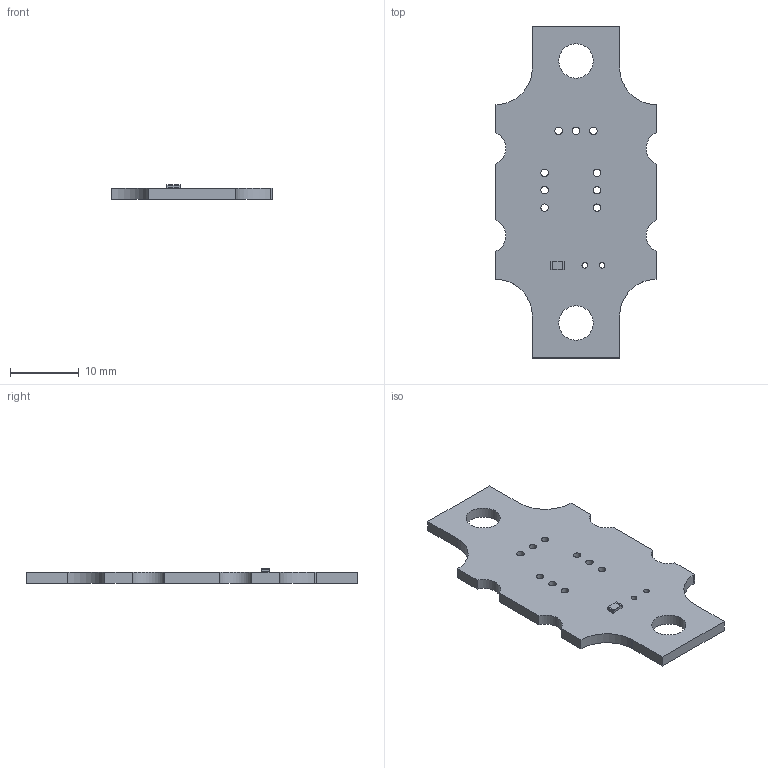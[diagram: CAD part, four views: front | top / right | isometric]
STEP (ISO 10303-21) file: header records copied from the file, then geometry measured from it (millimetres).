
FILE_DESCRIPTION(('KiCad electronic assembly'),'2;1');
FILE_NAME('CANTERM.step','2025-01-23T12:13:50',('Pcbnew'),('Kicad'), 'Open CASCADE STEP processor 7.8','KiCad to STEP converter','Unknown' );
FILE_SCHEMA(('AUTOMOTIVE_DESIGN { 1 0 10303 214 1 1 1 1 }'));
Length unit declared in the file: millimetre
Products named in the file (4): CANTERM 1; R_0805_2012Metric; CANTERM_PCB
Assembly tree (3 placements, depth 3):
  CANTERM 1
    R_0805_2012Metric
      R_0805_2012Metric
    CANTERM_PCB
Bounding box: 23.37 x 48.26 x 2.1 mm (x, y, z)
Volume: 1344.9 mm3; surface area: 2017.5 mm2
Topology: 2 solids, 2 shells, 69 faces, 191 edges, 126 vertices
Faces by surface type: plane 40, cylinder 29
Full cylindrical faces by diameter (mm): 0.8 x2, 1.09 x9, 5 x2
Entity records: 2520 total; most frequent: DIRECTION 395, CARTESIAN_POINT 390, ORIENTED_EDGE 382, EDGE_CURVE 191, LINE 133, VECTOR 133, AXIS2_PLACEMENT_3D 131, VERTEX_POINT 126
